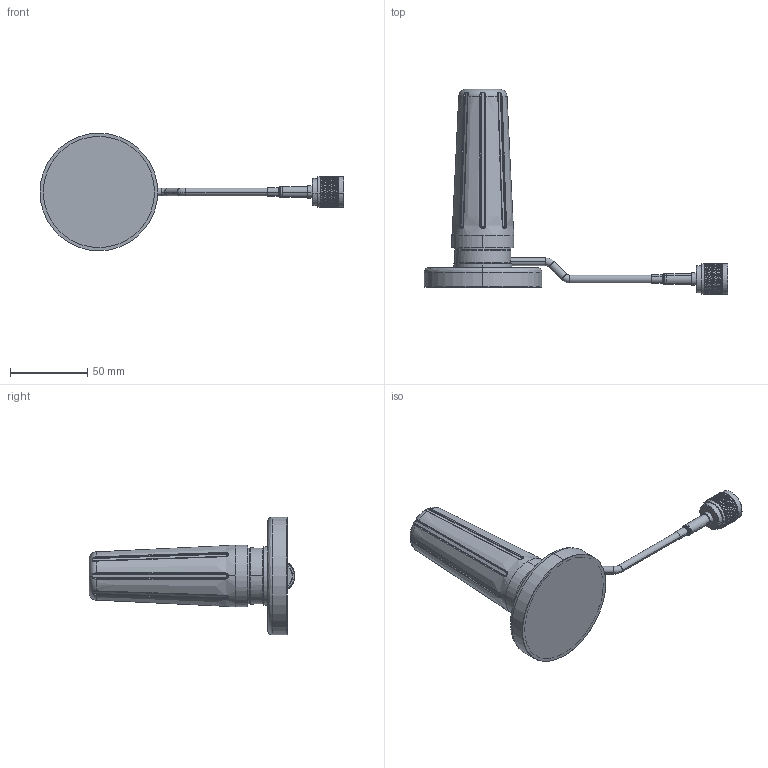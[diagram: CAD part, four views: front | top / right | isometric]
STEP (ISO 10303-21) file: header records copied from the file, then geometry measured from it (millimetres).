
FILE_DESCRIPTION (( 'STEP AP214' ), '1' );
FILE_NAME ('FMANMOB1001-NM_3D.step', '2023-03-15T17:12:31', ( '' ), ( '' ), 'SwSTEP 2.0', 'SolidWorks 2022', '' );
FILE_SCHEMA (( 'AUTOMOTIVE_DESIGN' ));
Length unit declared in the file: inch
Products named in the file (6): FMANOM1055; FMANMOB1001-NM_3D; Copy of NMO Base w Cable^FMMA1-NMA10; FMMA1-NMA10; Copy of NM 230124^FMMA1-NMA10_CRIMPED; Copy of HeatShrink-195-3_230124^FMMA1-NMA10
Assembly tree (5 placements, depth 3):
  FMANMOB1001-NM_3D
    FMMA1-NMA10
      Copy of NMO Base w Cable^FMMA1-NMA10
      Copy of HeatShrink-195-3_230124^FMMA1-NMA10
      Copy of NM 230124^FMMA1-NMA10_CRIMPED
    FMANOM1055
Bounding box: 196.27 x 132.72 x 76 mm (x, y, z)
Volume: 100072.9 mm3; surface area: 78026.7 mm2
Topology: 14 solids, 14 shells, 2761 faces, 6018 edges, 3310 vertices
Faces by surface type: bspline 1874, cylinder 694, plane 118, cone 49, torus 26
Entity records: 114331 total; most frequent: CARTESIAN_POINT 73034, ORIENTED_EDGE 12028, EDGE_CURVE 6014, DIRECTION 3464, VERTEX_POINT 3310, EDGE_LOOP 2814, FACE_OUTER_BOUND 2761, ADVANCED_FACE 2761
